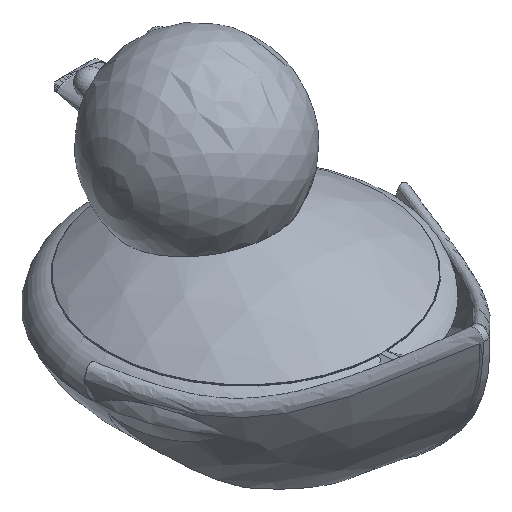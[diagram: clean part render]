
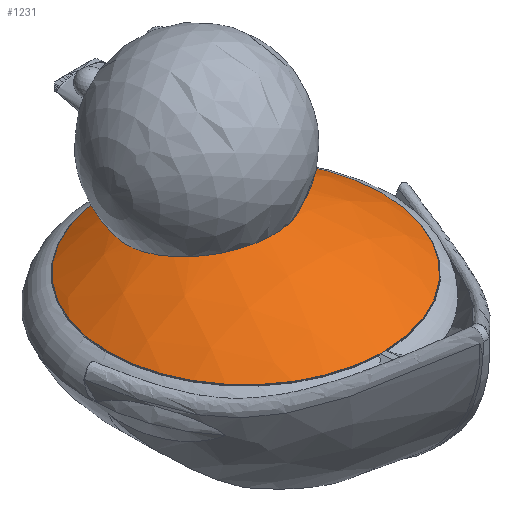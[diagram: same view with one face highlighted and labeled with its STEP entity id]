
A CAD part, isometric view. The second image highlights one B-rep face of the part: STEP entity #1231.
In plain terms, the highlighted spherical face has radius 37.5 mm.
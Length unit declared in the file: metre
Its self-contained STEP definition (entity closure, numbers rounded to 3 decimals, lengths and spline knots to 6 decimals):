
#291=B_SPLINE_CURVE_WITH_KNOTS('',3,(#2798,#2799,#2800,#2801),
 .UNSPECIFIED.,.F.,.F.,(4,4),(0.,0.000032),
 .UNSPECIFIED.);
#301=B_SPLINE_CURVE_WITH_KNOTS('',3,(#3026,#3027,#3028,#3029),
 .UNSPECIFIED.,.F.,.F.,(4,4),(0.058779,0.058811),
 .UNSPECIFIED.);
#302=B_SPLINE_CURVE_WITH_KNOTS('',3,(#3054,#3055,#3056,#3057),
 .UNSPECIFIED.,.F.,.F.,(4,4),(0.,0.001),
 .UNSPECIFIED.);
#303=B_SPLINE_CURVE_WITH_KNOTS('',3,(#3060,#3061,#3062,#3063,#3064,#3065,
#3066,#3067,#3068,#3069),.UNSPECIFIED.,.F.,.F.,(4,1,1,1,1,1,1,4),(0.000001,
0.003643,0.007285,0.010927,0.01457,
0.018212,0.021854,0.029139),.UNSPECIFIED.);
#534=ORIENTED_EDGE('',*,*,#850,.T.);
#535=ORIENTED_EDGE('',*,*,#832,.T.);
#536=ORIENTED_EDGE('',*,*,#851,.T.);
#537=ORIENTED_EDGE('',*,*,#848,.T.);
#538=ORIENTED_EDGE('',*,*,#852,.F.);
#539=ORIENTED_EDGE('',*,*,#853,.T.);
#540=ORIENTED_EDGE('',*,*,#854,.F.);
#541=ORIENTED_EDGE('',*,*,#702,.T.);
#702=EDGE_CURVE('',#890,#891,#1012,.T.);
#832=EDGE_CURVE('',#988,#987,#291,.T.);
#848=EDGE_CURVE('',#995,#994,#301,.F.);
#850=EDGE_CURVE('',#994,#988,#1026,.F.);
#851=EDGE_CURVE('',#987,#995,#302,.T.);
#852=EDGE_CURVE('',#996,#891,#1027,.F.);
#853=EDGE_CURVE('',#996,#997,#303,.T.);
#854=EDGE_CURVE('',#890,#997,#1028,.F.);
#890=VERTEX_POINT('',#1825);
#891=VERTEX_POINT('',#1826);
#987=VERTEX_POINT('',#2797);
#988=VERTEX_POINT('',#2802);
#994=VERTEX_POINT('',#3025);
#995=VERTEX_POINT('',#3030);
#996=VERTEX_POINT('',#3059);
#997=VERTEX_POINT('',#3070);
#1012=CIRCLE('',#1492,0.011826);
#1026=CIRCLE('',#1545,0.023754);
#1027=CIRCLE('',#1546,0.015819);
#1028=CIRCLE('',#1547,0.015819);
#1072=EDGE_LOOP('',(#534,#535,#536,#537));
#1073=EDGE_LOOP('',(#538,#539,#540,#541));
#1151=FACE_BOUND('',#1072,.T.);
#1152=FACE_BOUND('',#1073,.T.);
#1189=SPHERICAL_SURFACE('',#1544,0.0375);
#1231=ADVANCED_FACE('',(#1151,#1152),#1189,.T.);
#1492=AXIS2_PLACEMENT_3D('',#1824,#1583,#1584);
#1544=AXIS2_PLACEMENT_3D('',#3052,#1714,#1715);
#1545=AXIS2_PLACEMENT_3D('',#3053,#1716,#1717);
#1546=AXIS2_PLACEMENT_3D('',#3058,#1718,#1719);
#1547=AXIS2_PLACEMENT_3D('',#3071,#1720,#1721);
#1583=DIRECTION('',(0.,-0.19,-0.982));
#1584=DIRECTION('',(0.,0.982,-0.19));
#1714=DIRECTION('',(0.,1.,0.));
#1715=DIRECTION('',(-1.,0.,0.));
#1716=DIRECTION('',(0.,0.,-1.));
#1717=DIRECTION('',(-1.,0.,0.));
#1718=DIRECTION('',(0.,0.,1.));
#1719=DIRECTION('',(1.,0.,0.));
#1720=DIRECTION('',(0.,0.,1.));
#1721=DIRECTION('',(1.,0.,0.));
#1824=CARTESIAN_POINT('',(0.,0.00675,0.02094));
#1825=CARTESIAN_POINT('',(0.010737,0.011618,0.02));
#1826=CARTESIAN_POINT('',(-0.010737,0.011618,0.02));
#2797=CARTESIAN_POINT('',(-0.0005,-0.023767,0.015002));
#2798=CARTESIAN_POINT('',(-0.000478,-0.023749,0.015017));
#2799=CARTESIAN_POINT('',(-0.000485,-0.023755,0.015012));
#2800=CARTESIAN_POINT('',(-0.000493,-0.023761,0.015007));
#2801=CARTESIAN_POINT('',(-0.0005,-0.023767,0.015002));
#2802=CARTESIAN_POINT('',(-0.000478,-0.023749,0.015017));
#3025=CARTESIAN_POINT('',(0.000478,-0.023749,0.015017));
#3026=CARTESIAN_POINT('',(0.000478,-0.023749,0.015017));
#3027=CARTESIAN_POINT('',(0.000485,-0.023755,0.015012));
#3028=CARTESIAN_POINT('',(0.000493,-0.023761,0.015007));
#3029=CARTESIAN_POINT('',(0.0005,-0.023767,0.015002));
#3030=CARTESIAN_POINT('',(0.0005,-0.023767,0.015002));
#3052=CARTESIAN_POINT('',(0.,0.,-0.014));
#3053=CARTESIAN_POINT('',(0.,0.,0.015017));
#3054=CARTESIAN_POINT('',(-0.0005,-0.023767,0.015002));
#3055=CARTESIAN_POINT('',(-0.000167,-0.023774,0.015002));
#3056=CARTESIAN_POINT('',(0.000167,-0.023774,0.015002));
#3057=CARTESIAN_POINT('',(0.0005,-0.023767,0.015002));
#3058=CARTESIAN_POINT('',(0.,0.,0.02));
#3059=CARTESIAN_POINT('',(-0.010765,0.011592,0.02));
#3060=CARTESIAN_POINT('',(-0.010765,0.011592,0.02));
#3061=CARTESIAN_POINT('',(-0.010434,0.012742,0.019712));
#3062=CARTESIAN_POINT('',(-0.009419,0.014904,0.019164));
#3063=CARTESIAN_POINT('',(-0.006918,0.017557,0.018476));
#3064=CARTESIAN_POINT('',(-0.003675,0.019291,0.018018));
#3065=CARTESIAN_POINT('',(-0.000016,0.019902,0.017855));
#3066=CARTESIAN_POINT('',(0.003646,0.019301,0.018015));
#3067=CARTESIAN_POINT('',(0.007987,0.016993,0.018625));
#3068=CARTESIAN_POINT('',(0.010104,0.013893,0.019425));
#3069=CARTESIAN_POINT('',(0.010765,0.011592,0.02));
#3070=CARTESIAN_POINT('',(0.010765,0.011592,0.02));
#3071=CARTESIAN_POINT('',(0.,0.,0.02));
